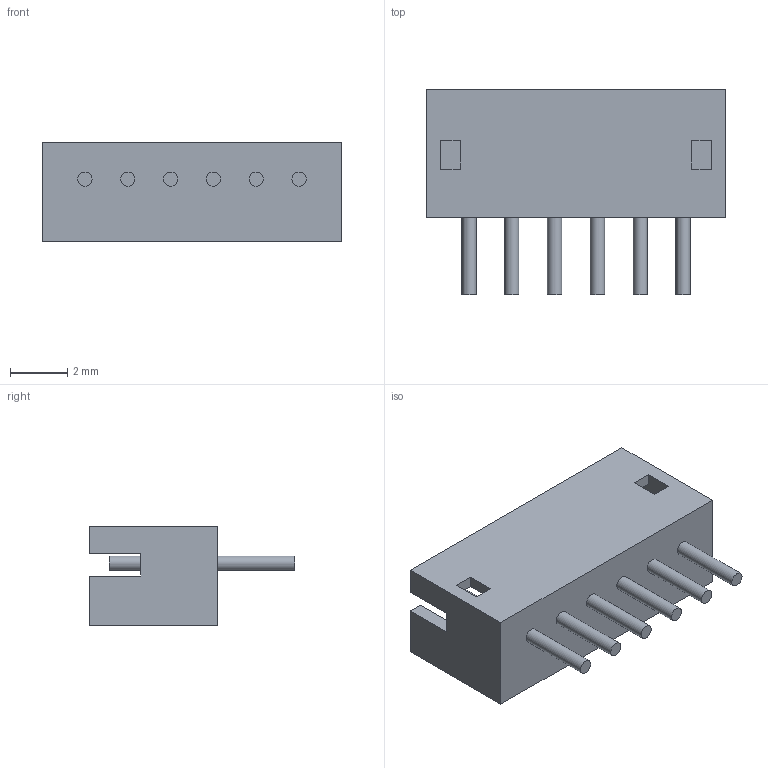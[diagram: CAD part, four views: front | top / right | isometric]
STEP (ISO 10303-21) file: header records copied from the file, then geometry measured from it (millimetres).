
FILE_DESCRIPTION(/* description */ (''),/* implementation_level */ '2;1');
FILE_NAME(/* name */ 'JST-ZH-06.step',/* time_stamp */ '2020-03-09T19:48:18+01:00',/* author */ (''),/* organization */ (''),/* preprocessor_version */ 'ST-DEVELOPER v18',/* originating_system */ 'Autodesk Translation Framework v8.12.0.6',/* authorisation */ '');
FILE_SCHEMA (('AUTOMOTIVE_DESIGN { 1 0 10303 214 3 1 1 }'));
Length unit declared in the file: millimetre
Products named in the file (1): JST-ZH-06
Bounding box: 10.5 x 7.2 x 3.5 mm (x, y, z)
Volume: 86.4 mm3; surface area: 325.7 mm2
Topology: 1 solids, 1 shells, 50 faces, 138 edges, 100 vertices
Faces by surface type: plane 38, cylinder 12
Full cylindrical faces by diameter (mm): 0.5 x12
Entity records: 1714 total; most frequent: CARTESIAN_POINT 289, DIRECTION 288, ORIENTED_EDGE 276, EDGE_CURVE 138, VERTEX_POINT 100, AXIS2_PLACEMENT_3D 99, LINE 90, VECTOR 90
